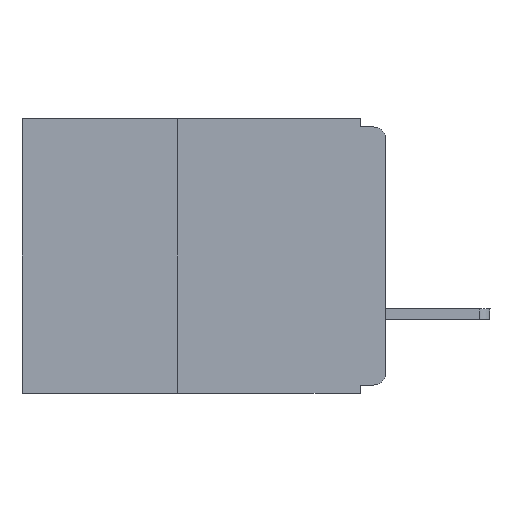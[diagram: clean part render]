
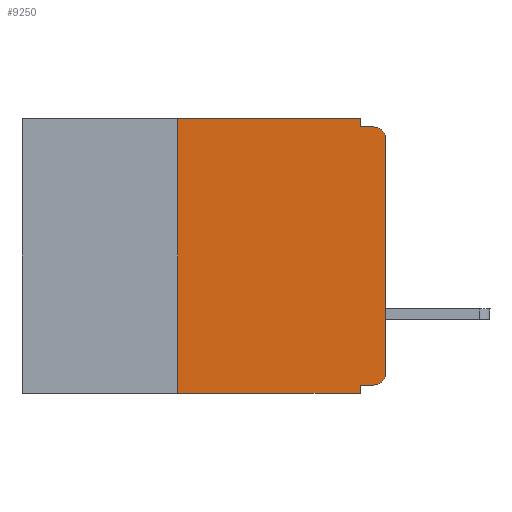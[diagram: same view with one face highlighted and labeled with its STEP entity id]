
A CAD part, left-side view. The second image highlights one B-rep face of the part: STEP entity #9250.
In plain terms, the highlighted planar face has unit normal (-1, 0, 0).
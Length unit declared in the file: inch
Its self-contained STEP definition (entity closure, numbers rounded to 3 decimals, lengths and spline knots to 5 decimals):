
#63 = ORIENTED_EDGE ( 'NONE', *, *, #7104, .F. ) ;
#180 = VECTOR ( 'NONE', #8167, 39.37008 ) ;
#259 = VERTEX_POINT ( 'NONE', #7056 ) ;
#446 = CARTESIAN_POINT ( 'NONE',  ( 0., 0.031, -0.33 ) ) ;
#690 = LINE ( 'NONE', #1551, #8001 ) ;
#693 = DIRECTION ( 'NONE',  ( -1., 0., 0. ) ) ;
#834 = VERTEX_POINT ( 'NONE', #11583 ) ;
#892 = CARTESIAN_POINT ( 'NONE',  ( 0., 0.437, -0.33 ) ) ;
#1174 = VERTEX_POINT ( 'NONE', #11327 ) ;
#1216 = LINE ( 'NONE', #4507, #6393 ) ;
#1433 = EDGE_CURVE ( 'NONE', #10664, #8404, #5874, .T. ) ;
#1551 = CARTESIAN_POINT ( 'NONE',  ( 0., 0., -0.01 ) ) ;
#1573 = VERTEX_POINT ( 'NONE', #9928 ) ;
#2012 = EDGE_CURVE ( 'NONE', #1573, #259, #4692, .T. ) ;
#2053 = DIRECTION ( 'NONE',  ( 0., 0., 1. ) ) ;
#2515 = CARTESIAN_POINT ( 'NONE',  ( 0., 0.015, -0.025 ) ) ;
#2536 = ORIENTED_EDGE ( 'NONE', *, *, #1433, .F. ) ;
#2582 = VERTEX_POINT ( 'NONE', #3035 ) ;
#2711 = DIRECTION ( 'NONE',  ( 0., 1., 0. ) ) ;
#2764 = DIRECTION ( 'NONE',  ( 0., -1., 0. ) ) ;
#2816 = VECTOR ( 'NONE', #2764, 39.37008 ) ;
#2828 = EDGE_CURVE ( 'NONE', #1573, #4369, #8829, .T. ) ;
#2966 = DIRECTION ( 'NONE',  ( -1., 0., 0. ) ) ;
#3035 = CARTESIAN_POINT ( 'NONE',  ( 0., 0., -0.305 ) ) ;
#3206 = CARTESIAN_POINT ( 'NONE',  ( 0., 0.031, 0. ) ) ;
#3368 = VERTEX_POINT ( 'NONE', #11818 ) ;
#3405 = DIRECTION ( 'NONE',  ( 0., 0., -1. ) ) ;
#3555 = CARTESIAN_POINT ( 'NONE',  ( 0., 0.031, 0. ) ) ;
#3913 = VECTOR ( 'NONE', #2711, 39.37008 ) ;
#4369 = VERTEX_POINT ( 'NONE', #446 ) ;
#4472 = DIRECTION ( 'NONE',  ( 0., 0., -1. ) ) ;
#4507 = CARTESIAN_POINT ( 'NONE',  ( 0., 0., 0. ) ) ;
#4516 = ORIENTED_EDGE ( 'NONE', *, *, #10292, .T. ) ;
#4589 = EDGE_CURVE ( 'NONE', #11578, #834, #6355, .T. ) ;
#4692 = LINE ( 'NONE', #4833, #10995 ) ;
#4833 = CARTESIAN_POINT ( 'NONE',  ( 0., 0.25, -0.33 ) ) ;
#4997 = ORIENTED_EDGE ( 'NONE', *, *, #10655, .T. ) ;
#5460 = ORIENTED_EDGE ( 'NONE', *, *, #5893, .F. ) ;
#5503 = AXIS2_PLACEMENT_3D ( 'NONE', #11010, #2966, #5597 ) ;
#5597 = DIRECTION ( 'NONE',  ( 0., 0., -1. ) ) ;
#5869 = VECTOR ( 'NONE', #4472, 39.37008 ) ;
#5874 = LINE ( 'NONE', #3206, #9045 ) ;
#5893 = EDGE_CURVE ( 'NONE', #259, #10664, #8630, .T. ) ;
#6182 = LINE ( 'NONE', #8304, #5869 ) ;
#6201 = DIRECTION ( 'NONE',  ( 0., 0., -1. ) ) ;
#6355 = LINE ( 'NONE', #10907, #3913 ) ;
#6393 = VECTOR ( 'NONE', #10924, 39.37008 ) ;
#6712 = ORIENTED_EDGE ( 'NONE', *, *, #8903, .F. ) ;
#7056 = CARTESIAN_POINT ( 'NONE',  ( 0., 0.25, 0. ) ) ;
#7104 = EDGE_CURVE ( 'NONE', #834, #4369, #6182, .T. ) ;
#7224 = CARTESIAN_POINT ( 'NONE',  ( 0., 0.031, -0.01 ) ) ;
#7717 = AXIS2_PLACEMENT_3D ( 'NONE', #2515, #693, #6201 ) ;
#7930 = DIRECTION ( 'NONE',  ( 0., -1., 0. ) ) ;
#8001 = VECTOR ( 'NONE', #7930, 39.37008 ) ;
#8167 = DIRECTION ( 'NONE',  ( 0., -1., 0. ) ) ;
#8277 = CARTESIAN_POINT ( 'NONE',  ( 0., 0.437, 0. ) ) ;
#8304 = CARTESIAN_POINT ( 'NONE',  ( 0., 0.031, -0.33 ) ) ;
#8404 = VERTEX_POINT ( 'NONE', #7224 ) ;
#8459 = CARTESIAN_POINT ( 'NONE',  ( 0., 0.437, 0. ) ) ;
#8609 = ORIENTED_EDGE ( 'NONE', *, *, #2012, .F. ) ;
#8630 = LINE ( 'NONE', #8277, #180 ) ;
#8811 = AXIS2_PLACEMENT_3D ( 'NONE', #8459, #10576, #9697 ) ;
#8829 = LINE ( 'NONE', #892, #2816 ) ;
#8867 = ORIENTED_EDGE ( 'NONE', *, *, #9680, .T. ) ;
#8903 = EDGE_CURVE ( 'NONE', #8404, #1174, #690, .T. ) ;
#8974 = ORIENTED_EDGE ( 'NONE', *, *, #4589, .F. ) ;
#9045 = VECTOR ( 'NONE', #3405, 39.37008 ) ;
#9228 = CIRCLE ( 'NONE', #7717, 0.015 ) ;
#9250 = ADVANCED_FACE ( 'NONE', ( #10723 ), #10335, .F. ) ;
#9680 = EDGE_CURVE ( 'NONE', #11578, #2582, #10847, .T. ) ;
#9697 = DIRECTION ( 'NONE',  ( 0., 0., -1. ) ) ;
#9928 = CARTESIAN_POINT ( 'NONE',  ( 0., 0.25, -0.33 ) ) ;
#10292 = EDGE_CURVE ( 'NONE', #2582, #3368, #1216, .T. ) ;
#10335 = PLANE ( 'NONE',  #8811 ) ;
#10576 = DIRECTION ( 'NONE',  ( 1., 0., 0. ) ) ;
#10655 = EDGE_CURVE ( 'NONE', #3368, #1174, #9228, .T. ) ;
#10664 = VERTEX_POINT ( 'NONE', #3555 ) ;
#10723 = FACE_OUTER_BOUND ( 'NONE', #11828, .T. ) ;
#10785 = CARTESIAN_POINT ( 'NONE',  ( 0., 0.015, -0.32 ) ) ;
#10847 = CIRCLE ( 'NONE', #5503, 0.015 ) ;
#10851 = ORIENTED_EDGE ( 'NONE', *, *, #2828, .T. ) ;
#10907 = CARTESIAN_POINT ( 'NONE',  ( 0., 0., -0.32 ) ) ;
#10924 = DIRECTION ( 'NONE',  ( 0., 0., 1. ) ) ;
#10995 = VECTOR ( 'NONE', #2053, 39.37008 ) ;
#11010 = CARTESIAN_POINT ( 'NONE',  ( 0., 0.015, -0.305 ) ) ;
#11327 = CARTESIAN_POINT ( 'NONE',  ( 0., 0.015, -0.01 ) ) ;
#11578 = VERTEX_POINT ( 'NONE', #10785 ) ;
#11583 = CARTESIAN_POINT ( 'NONE',  ( 0., 0.031, -0.32 ) ) ;
#11818 = CARTESIAN_POINT ( 'NONE',  ( 0., 0., -0.025 ) ) ;
#11828 = EDGE_LOOP ( 'NONE', ( #4516, #4997, #6712, #2536, #5460, #8609, #10851, #63, #8974, #8867 ) ) ;
